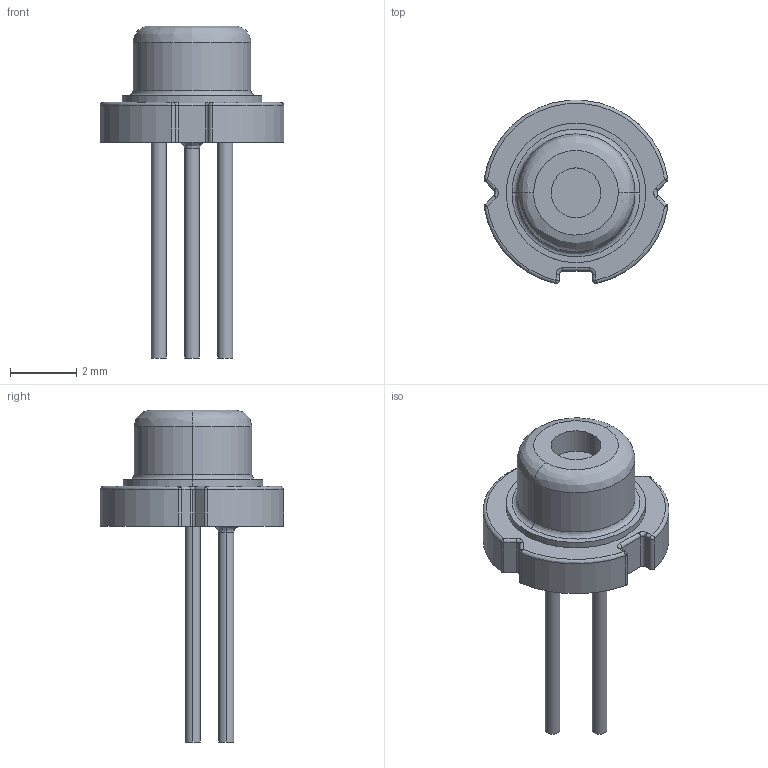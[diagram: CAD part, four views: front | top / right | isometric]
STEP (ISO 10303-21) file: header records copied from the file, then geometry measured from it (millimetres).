
FILE_DESCRIPTION (( 'STEP AP214' ), '1' );
FILE_NAME ('User Library-TO-56_NTypeLD.STEP', '2017-09-07T10:11:40', ( 'Windows User' ), ( '' ), 'SwSTEP 2.0', 'SolidWorks 2017', '' );
FILE_SCHEMA (( 'AUTOMOTIVE_DESIGN' ));
Length unit declared in the file: millimetre
Products named in the file (2): User Library-TO-56_NTypeLD_TO-56-NTypeLD; User Library-TO-56_NTypeLD
Assembly tree (1 placements, depth 2):
  User Library-TO-56_NTypeLD
    User Library-TO-56_NTypeLD_TO-56-NTypeLD
Bounding box: 5.54 x 5.52 x 10 mm (x, y, z)
Volume: 53.3 mm3; surface area: 124.1 mm2
Topology: 1 solids, 1 shells, 75 faces, 169 edges, 98 vertices
Faces by surface type: cylinder 39, bspline 19, plane 17
Entity records: 2662 total; most frequent: CARTESIAN_POINT 712, DIRECTION 360, ORIENTED_EDGE 326, EDGE_CURVE 163, AXIS2_PLACEMENT_3D 150, VERTEX_POINT 98, CIRCLE 90, EDGE_LOOP 83
